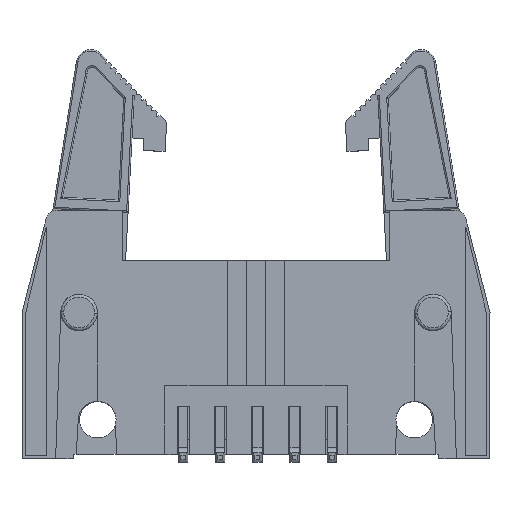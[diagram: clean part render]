
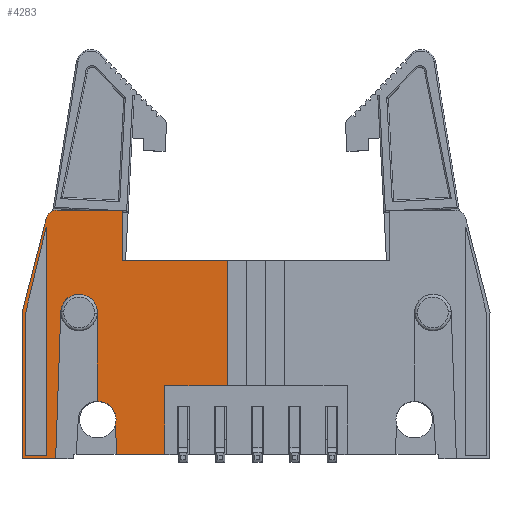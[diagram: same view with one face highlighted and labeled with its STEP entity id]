
A CAD part, top view. The second image highlights one B-rep face of the part: STEP entity #4283.
In plain terms, the highlighted face is planar.
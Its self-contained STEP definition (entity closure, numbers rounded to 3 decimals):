
#651=DIRECTION('',(0.,0.,1.));
#652=VECTOR('',#651,8.55);
#653=CARTESIAN_POINT('',(-1.97,4.,-5.05));
#654=LINE('',#653,#652);
#655=DIRECTION('',(-1.,0.,0.));
#656=VECTOR('',#655,4.26);
#657=CARTESIAN_POINT('',(-1.97,4.,3.5));
#658=LINE('',#657,#656);
#659=DIRECTION('',(0.,0.,1.));
#660=VECTOR('',#659,4.7);
#661=CARTESIAN_POINT('',(-6.23,4.,3.5));
#662=LINE('',#661,#660);
#663=DIRECTION('',(-1.,0.,0.));
#664=VECTOR('',#663,3.27);
#665=CARTESIAN_POINT('',(-6.23,4.,8.2));
#666=LINE('',#665,#664);
#667=DIRECTION('',(0.062,0.,0.998));
#668=VECTOR('',#667,2.008);
#669=CARTESIAN_POINT('',(-9.625,4.,6.196));
#670=LINE('',#669,#668);
#671=CARTESIAN_POINT('',(-10.82,4.,5.83));
#672=DIRECTION('',(0.,1.,0.));
#673=DIRECTION('',(0.956,0.,0.293));
#674=AXIS2_PLACEMENT_3D('',#671,#672,#673);
#676=CARTESIAN_POINT('',(-10.82,4.,5.83));
#677=DIRECTION('',(0.,1.,0.));
#678=DIRECTION('',(1.,0.,0.));
#679=AXIS2_PLACEMENT_3D('',#676,#677,#678);
#681=DIRECTION('',(0.,0.,1.));
#682=VECTOR('',#681,6.08);
#683=CARTESIAN_POINT('',(-10.85,4.,-1.499));
#684=LINE('',#683,#682);
#685=CARTESIAN_POINT('',(-12.1,4.,-1.5));
#686=DIRECTION('',(0.,-1.,0.));
#687=DIRECTION('',(-0.998,0.,-0.068));
#688=AXIS2_PLACEMENT_3D('',#685,#686,#687);
#690=DIRECTION('',(0.035,0.,-0.999));
#691=VECTOR('',#690,10.092);
#692=CARTESIAN_POINT('',(-13.7,4.,8.5));
#693=LINE('',#692,#691);
#694=DIRECTION('',(1.,0.,0.));
#695=VECTOR('',#694,2.3);
#696=CARTESIAN_POINT('',(-16.,4.,8.5));
#697=LINE('',#696,#695);
#698=DIRECTION('',(0.,0.,1.));
#699=VECTOR('',#698,9.99);
#700=CARTESIAN_POINT('',(-16.,4.,-1.49));
#701=LINE('',#700,#699);
#702=DIRECTION('',(0.249,0.,-0.969));
#703=VECTOR('',#702,6.61);
#704=CARTESIAN_POINT('',(-16.,4.,-1.49));
#705=LINE('',#704,#703);
#706=CARTESIAN_POINT('',(-13.58,4.,-7.7));
#707=DIRECTION('',(0.,1.,0.));
#708=DIRECTION('',(0.,0.,-1.));
#709=AXIS2_PLACEMENT_3D('',#706,#707,#708);
#711=DIRECTION('',(-1.,0.,0.));
#712=VECTOR('',#711,4.47);
#713=CARTESIAN_POINT('',(-9.11,4.,-8.5));
#714=LINE('',#713,#712);
#715=DIRECTION('',(0.,0.,1.));
#716=VECTOR('',#715,3.45);
#717=CARTESIAN_POINT('',(-9.11,4.,-8.5));
#718=LINE('',#717,#716);
#719=DIRECTION('',(1.,0.,0.));
#720=VECTOR('',#719,7.14);
#721=CARTESIAN_POINT('',(-9.11,4.,-5.05));
#722=LINE('',#721,#720);
#790=DIRECTION('',(0.,0.,-1.));
#791=VECTOR('',#790,15.56);
#792=CARTESIAN_POINT('',(-14.35,4.,8.26));
#793=LINE('',#792,#791);
#794=DIRECTION('',(-0.234,0.,0.972));
#795=VECTOR('',#794,6.15);
#796=CARTESIAN_POINT('',(-14.35,4.,-7.3));
#797=LINE('',#796,#795);
#798=DIRECTION('',(0.,0.,1.));
#799=VECTOR('',#798,9.581);
#800=CARTESIAN_POINT('',(-15.79,4.,-1.321));
#801=LINE('',#800,#799);
#802=DIRECTION('',(1.,0.,0.));
#803=VECTOR('',#802,1.44);
#804=CARTESIAN_POINT('',(-15.79,4.,8.26));
#805=LINE('',#804,#803);
#2755=CARTESIAN_POINT('',(-16.,4.,8.5));
#2757=VERTEX_POINT('',#2755);
#2780=CARTESIAN_POINT('',(-9.11,4.,-8.5));
#2781=CARTESIAN_POINT('',(-9.11,4.,-5.05));
#2782=VERTEX_POINT('',#2780);
#2783=VERTEX_POINT('',#2781);
#2784=CARTESIAN_POINT('',(-16.,4.,-1.49));
#2785=CARTESIAN_POINT('',(-14.357,4.,-7.892));
#2786=VERTEX_POINT('',#2784);
#2787=VERTEX_POINT('',#2785);
#2788=CARTESIAN_POINT('',(-13.58,4.,-8.5));
#2789=VERTEX_POINT('',#2788);
#3238=CARTESIAN_POINT('',(-6.23,4.,3.5));
#3239=CARTESIAN_POINT('',(-6.23,4.,8.2));
#3240=VERTEX_POINT('',#3238);
#3241=VERTEX_POINT('',#3239);
#3420=CARTESIAN_POINT('',(-13.7,4.,8.5));
#3421=CARTESIAN_POINT('',(-13.347,4.,-1.586));
#3422=VERTEX_POINT('',#3420);
#3423=VERTEX_POINT('',#3421);
#3424=CARTESIAN_POINT('',(-10.85,4.,-1.499));
#3425=VERTEX_POINT('',#3424);
#3432=CARTESIAN_POINT('',(-9.5,4.,8.2));
#3433=VERTEX_POINT('',#3432);
#3525=CARTESIAN_POINT('',(-9.57,4.,5.83));
#3527=VERTEX_POINT('',#3525);
#3553=CARTESIAN_POINT('',(-1.97,4.,-5.05));
#3554=CARTESIAN_POINT('',(-1.97,4.,3.5));
#3555=VERTEX_POINT('',#3553);
#3556=VERTEX_POINT('',#3554);
#3577=CARTESIAN_POINT('',(-14.35,4.,8.26));
#3578=CARTESIAN_POINT('',(-14.35,4.,-7.3));
#3579=VERTEX_POINT('',#3577);
#3580=VERTEX_POINT('',#3578);
#3581=CARTESIAN_POINT('',(-15.79,4.,-1.321));
#3582=VERTEX_POINT('',#3581);
#3583=CARTESIAN_POINT('',(-15.79,4.,8.26));
#3584=VERTEX_POINT('',#3583);
#3613=CARTESIAN_POINT('',(-10.85,4.,4.58));
#3614=VERTEX_POINT('',#3613);
#3615=CARTESIAN_POINT('',(-9.625,4.,6.196));
#3616=VERTEX_POINT('',#3615);
#4235=CARTESIAN_POINT('',(0.,4.,0.));
#4236=DIRECTION('',(0.,1.,0.));
#4237=DIRECTION('',(1.,0.,0.));
#4238=AXIS2_PLACEMENT_3D('',#4235,#4236,#4237);
#4239=PLANE('',#4238);
#4241=ORIENTED_EDGE('',*,*,#4240,.T.);
#4243=ORIENTED_EDGE('',*,*,#4242,.T.);
#4245=ORIENTED_EDGE('',*,*,#4244,.T.);
#4246=ORIENTED_EDGE('',*,*,#4080,.T.);
#4247=ORIENTED_EDGE('',*,*,#4213,.F.);
#4248=ORIENTED_EDGE('',*,*,#4181,.T.);
#4250=ORIENTED_EDGE('',*,*,#4249,.T.);
#4252=ORIENTED_EDGE('',*,*,#4251,.F.);
#4254=ORIENTED_EDGE('',*,*,#4253,.F.);
#4256=ORIENTED_EDGE('',*,*,#4255,.F.);
#4258=ORIENTED_EDGE('',*,*,#4257,.F.);
#4260=ORIENTED_EDGE('',*,*,#4259,.F.);
#4262=ORIENTED_EDGE('',*,*,#4261,.T.);
#4264=ORIENTED_EDGE('',*,*,#4263,.F.);
#4266=ORIENTED_EDGE('',*,*,#4265,.F.);
#4268=ORIENTED_EDGE('',*,*,#4267,.T.);
#4270=ORIENTED_EDGE('',*,*,#4269,.T.);
#4271=EDGE_LOOP('',(#4241,#4243,#4245,#4246,#4247,#4248,#4250,#4252,#4254,#4256,
#4258,#4260,#4262,#4264,#4266,#4268,#4270));
#4272=FACE_OUTER_BOUND('',#4271,.F.);
#4274=ORIENTED_EDGE('',*,*,#4273,.T.);
#4276=ORIENTED_EDGE('',*,*,#4275,.T.);
#4278=ORIENTED_EDGE('',*,*,#4277,.T.);
#4280=ORIENTED_EDGE('',*,*,#4279,.T.);
#4281=EDGE_LOOP('',(#4274,#4276,#4278,#4280));
#4282=FACE_BOUND('',#4281,.F.);
#4283=ADVANCED_FACE('',(#4272,#4282),#4239,.T.);
#675=CIRCLE('',#674,1.25);
#680=CIRCLE('',#679,1.25);
#689=CIRCLE('',#688,1.25);
#710=CIRCLE('',#709,0.8);
#4080=EDGE_CURVE('',#3241,#3433,#666,.T.);
#4181=EDGE_CURVE('',#3616,#3527,#675,.T.);
#4213=EDGE_CURVE('',#3616,#3433,#670,.T.);
#4240=EDGE_CURVE('',#3555,#3556,#654,.T.);
#4242=EDGE_CURVE('',#3556,#3240,#658,.T.);
#4244=EDGE_CURVE('',#3240,#3241,#662,.T.);
#4249=EDGE_CURVE('',#3527,#3614,#680,.T.);
#4251=EDGE_CURVE('',#3425,#3614,#684,.T.);
#4253=EDGE_CURVE('',#3423,#3425,#689,.T.);
#4255=EDGE_CURVE('',#3422,#3423,#693,.T.);
#4257=EDGE_CURVE('',#2757,#3422,#697,.T.);
#4259=EDGE_CURVE('',#2786,#2757,#701,.T.);
#4261=EDGE_CURVE('',#2786,#2787,#705,.T.);
#4263=EDGE_CURVE('',#2789,#2787,#710,.T.);
#4265=EDGE_CURVE('',#2782,#2789,#714,.T.);
#4267=EDGE_CURVE('',#2782,#2783,#718,.T.);
#4269=EDGE_CURVE('',#2783,#3555,#722,.T.);
#4273=EDGE_CURVE('',#3579,#3580,#793,.T.);
#4275=EDGE_CURVE('',#3580,#3582,#797,.T.);
#4277=EDGE_CURVE('',#3582,#3584,#801,.T.);
#4279=EDGE_CURVE('',#3584,#3579,#805,.T.);
